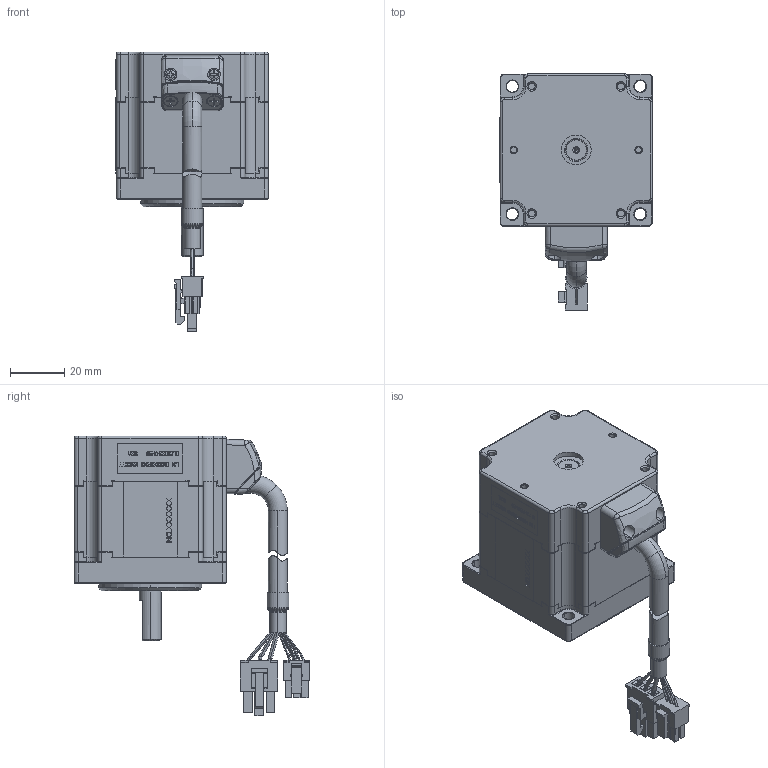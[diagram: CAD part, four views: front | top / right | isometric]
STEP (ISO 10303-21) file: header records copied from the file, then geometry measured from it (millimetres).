
FILE_DESCRIPTION((''),'2;1');
FILE_NAME('4611130001212_ASM_ASM','2020-01-14T18:23:47',('TQ00207'),(''),'CREO PARAMETRIC BY PTC INC, 2018100','CREO PARAMETRIC BY PTC INC, 2018100','');
FILE_SCHEMA(('CONFIG_CONTROL_DESIGN'));
Products named in the file (25): STATOR_CORE_11_1_2_3_4_5; STATOR_WINDING_ASM_14_1_2_3_4_5_ASM; HARNESS_1_1_2_3_4_5_6_7_8_9__23; 4718405002144_1_1_2_3_4_5_6__26; 4718405000822_1_1_2_3_4_5_6__26; XIANSHU_ASM_1_1_2_3_4_5_6_7_8_9_ASM; STATOR_ASM_14_1_2_3_4_5_ASM; PE_18_1_2_3; SHAFT_24_1_2_3_4_5; ROTOR_CORE_SHAFT_ASM_13_1_2_3_5_ASM; ROTOR_MAGNET_ASM_10_1_2_3_4_5_ASM; DEEP_GROOVE_BALL_BEARINGS_60_10; ROTOR_ASM_15_1_2_3_4_5_ASM; 4219121302327_OPE_5_1_2_3_4_5_9; 3698154000050_5_1_2_3_4_5_6_7_9; LEADING_COVER_2_1_1_2_3_4_5_6_9; 00_8_1_2_3_4_5; BIAOQIAN_2_1_2_3_4_5_6_7_8_9_31; M2_2_1_2_3_4_5_6_7_8_9; PRT0001_3_1_2_3_4_5_6_7_8_9; 4294404000662-M3X47_2_1_2_3_4_9; M3_2_1_2_3_4_5_6_7_8_9; PRT0002_2_1_2_3_4_5_6_7_8_9; MOTOR_ASM_35_1_2_3_ASM; 4611130001212_ASM_ASM
Assembly tree (28 placements, depth 6):
  4611130001212_ASM_ASM
    MOTOR_ASM_35_1_2_3_ASM
      STATOR_ASM_14_1_2_3_4_5_ASM
        STATOR_WINDING_ASM_14_1_2_3_4_5_ASM
          STATOR_CORE_11_1_2_3_4_5
        XIANSHU_ASM_1_1_2_3_4_5_6_7_8_9_ASM
          HARNESS_1_1_2_3_4_5_6_7_8_9__23
          4718405002144_1_1_2_3_4_5_6__26
          4718405000822_1_1_2_3_4_5_6__26
      PE_18_1_2_3
      ROTOR_ASM_15_1_2_3_4_5_ASM
        ROTOR_MAGNET_ASM_10_1_2_3_4_5_ASM
          ROTOR_CORE_SHAFT_ASM_13_1_2_3_5_ASM
            SHAFT_24_1_2_3_4_5
        DEEP_GROOVE_BALL_BEARINGS_60_10  x2
      4219121302327_OPE_5_1_2_3_4_5_9
      3698154000050_5_1_2_3_4_5_6_7_9
      LEADING_COVER_2_1_1_2_3_4_5_6_9
      00_8_1_2_3_4_5
      BIAOQIAN_2_1_2_3_4_5_6_7_8_9_31
      M2_2_1_2_3_4_5_6_7_8_9
      PRT0001_3_1_2_3_4_5_6_7_8_9
      4294404000662-M3X47_2_1_2_3_4_9  x4
      M3_2_1_2_3_4_5_6_7_8_9
      PRT0002_2_1_2_3_4_5_6_7_8_9
Bounding box: 56.4 x 87.05 x 103.2 mm (x, y, z)
Volume: 108273 mm3; surface area: 57917.5 mm2
Topology: 21 solids, 25 shells, 2577 faces, 7229 edges, 4630 vertices
Faces by surface type: plane 1632, cylinder 398, torus 175, cone 128, sphere 116, bspline 84, extrusion 44
Entity records: 89332 total; most frequent: CARTESIAN_POINT 28142, ORIENTED_EDGE 13054, DIRECTION 12042, EDGE_CURVE 6535, VECTOR 4640, LINE 4596, VERTEX_POINT 4261, AXIS2_PLACEMENT_3D 3701
